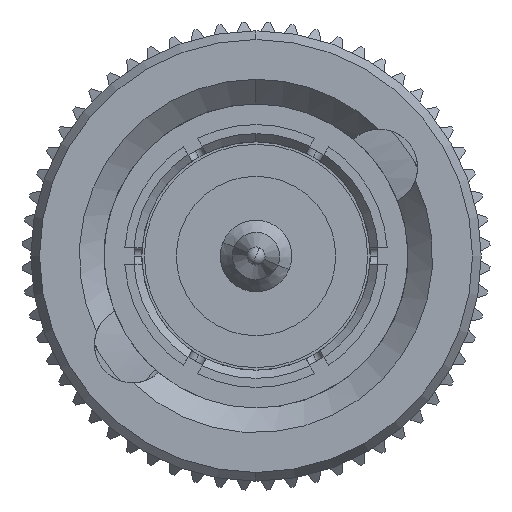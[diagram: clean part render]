
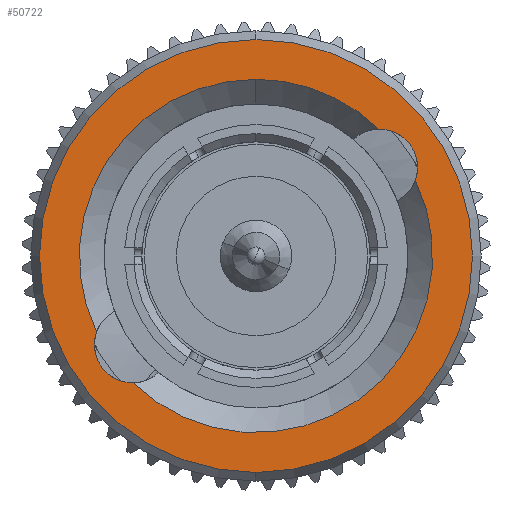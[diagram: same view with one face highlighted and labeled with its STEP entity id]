
A CAD part, left-side view. The second image highlights one B-rep face of the part: STEP entity #50722.
In plain terms, the highlighted planar face has unit normal (-1, 0, 0).
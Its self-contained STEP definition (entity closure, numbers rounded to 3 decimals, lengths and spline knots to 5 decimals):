
#1629 = ORIENTED_EDGE ( 'NONE', *, *, #90441, .T. ) ;
#4401 = VERTEX_POINT ( 'NONE', #13585 ) ;
#5830 = EDGE_CURVE ( 'NONE', #36396, #65232, #106043, .T. ) ;
#5946 = CARTESIAN_POINT ( 'NONE',  ( 0.33873, 0., 0. ) ) ;
#13061 = FACE_OUTER_BOUND ( 'NONE', #103826, .T. ) ;
#13224 = DIRECTION ( 'NONE',  ( 0., 0., -1. ) ) ;
#13585 = CARTESIAN_POINT ( 'NONE',  ( 0.33873, -0.19403, 0.09247 ) ) ;
#14799 = ORIENTED_EDGE ( 'NONE', *, *, #15155, .T. ) ;
#15155 = EDGE_CURVE ( 'NONE', #4401, #94481, #77899, .T. ) ;
#15286 = EDGE_CURVE ( 'NONE', #94481, #97463, #74749, .T. ) ;
#15669 = DIRECTION ( 'NONE',  ( 1., 0., 0. ) ) ;
#15898 = ORIENTED_EDGE ( 'NONE', *, *, #5830, .T. ) ;
#19578 = DIRECTION ( 'NONE',  ( 0., 0., 1. ) ) ;
#19592 = CARTESIAN_POINT ( 'NONE',  ( 0.33873, 0., 0. ) ) ;
#21127 = CARTESIAN_POINT ( 'NONE',  ( 0.33873, 0.15021, -0.10789 ) ) ;
#22304 = CARTESIAN_POINT ( 'NONE',  ( 0.33873, 0.15021, -0.15434 ) ) ;
#22557 = VERTEX_POINT ( 'NONE', #71249 ) ;
#23075 = VERTEX_POINT ( 'NONE', #116658 ) ;
#23152 = PLANE ( 'NONE',  #86989 ) ;
#24306 = CARTESIAN_POINT ( 'NONE',  ( 0.33873, 0., 0. ) ) ;
#27272 = AXIS2_PLACEMENT_3D ( 'NONE', #88871, #57538, #19578 ) ;
#31026 = DIRECTION ( 'NONE',  ( 0., 0., -1. ) ) ;
#32017 = VERTEX_POINT ( 'NONE', #61322 ) ;
#33042 = DIRECTION ( 'NONE',  ( 1., 0., 0. ) ) ;
#33241 = EDGE_LOOP ( 'NONE', ( #89129, #102108, #100328, #61425, #14799, #117963, #1629 ) ) ;
#35692 = CIRCLE ( 'NONE', #27272, 0.26339 ) ;
#36266 = DIRECTION ( 'NONE',  ( 0., 0., -1. ) ) ;
#36396 = VERTEX_POINT ( 'NONE', #55978 ) ;
#38514 = EDGE_CURVE ( 'NONE', #32017, #4401, #83029, .T. ) ;
#39401 = DIRECTION ( 'NONE',  ( 1., 0., 0. ) ) ;
#39675 = DIRECTION ( 'NONE',  ( 1., 0., 0. ) ) ;
#44244 = CARTESIAN_POINT ( 'NONE',  ( 0.33873, 0., -0.26339 ) ) ;
#45362 = CARTESIAN_POINT ( 'NONE',  ( 0.33873, 0.15021, -0.10789 ) ) ;
#46585 = AXIS2_PLACEMENT_3D ( 'NONE', #5946, #92878, #102795 ) ;
#50722 = ADVANCED_FACE ( 'NONE', ( #123980, #13061 ), #23152, .F. ) ;
#52136 = AXIS2_PLACEMENT_3D ( 'NONE', #24306, #15669, #63464 ) ;
#52826 = DIRECTION ( 'NONE',  ( 1., 0., 0. ) ) ;
#55539 = CARTESIAN_POINT ( 'NONE',  ( 0.33873, -0.15021, 0.10789 ) ) ;
#55978 = CARTESIAN_POINT ( 'NONE',  ( 0.33873, 0., 0.26339 ) ) ;
#57538 = DIRECTION ( 'NONE',  ( -1., 0., 0. ) ) ;
#61322 = CARTESIAN_POINT ( 'NONE',  ( 0.33873, -0.15021, 0.15434 ) ) ;
#61425 = ORIENTED_EDGE ( 'NONE', *, *, #38514, .T. ) ;
#62705 = DIRECTION ( 'NONE',  ( 0., 0., 1. ) ) ;
#63464 = DIRECTION ( 'NONE',  ( 0., 0., -1. ) ) ;
#64980 = CIRCLE ( 'NONE', #121873, 0.04645 ) ;
#65232 = VERTEX_POINT ( 'NONE', #107995 ) ;
#65991 = AXIS2_PLACEMENT_3D ( 'NONE', #21127, #39675, #31026 ) ;
#68009 = AXIS2_PLACEMENT_3D ( 'NONE', #55539, #114470, #74931 ) ;
#68060 = EDGE_CURVE ( 'NONE', #82845, #22557, #115590, .T. ) ;
#70632 = CARTESIAN_POINT ( 'NONE',  ( 0.33873, 0., 0. ) ) ;
#71249 = CARTESIAN_POINT ( 'NONE',  ( 0.33873, 0., 0.21494 ) ) ;
#74749 = CIRCLE ( 'NONE', #65991, 0.04645 ) ;
#74931 = DIRECTION ( 'NONE',  ( 0., 0., 1. ) ) ;
#75054 = AXIS2_PLACEMENT_3D ( 'NONE', #45362, #114605, #36266 ) ;
#75986 = AXIS2_PLACEMENT_3D ( 'NONE', #19592, #39401, #107866 ) ;
#77899 = CIRCLE ( 'NONE', #75986, 0.21494 ) ;
#82845 = VERTEX_POINT ( 'NONE', #103073 ) ;
#83029 = CIRCLE ( 'NONE', #68009, 0.04645 ) ;
#86989 = AXIS2_PLACEMENT_3D ( 'NONE', #44244, #33042, #13224 ) ;
#88871 = CARTESIAN_POINT ( 'NONE',  ( 0.33873, 0., 0. ) ) ;
#89129 = ORIENTED_EDGE ( 'NONE', *, *, #68060, .T. ) ;
#90441 = EDGE_CURVE ( 'NONE', #97463, #82845, #118208, .T. ) ;
#91733 = DIRECTION ( 'NONE',  ( 1., 0., 0. ) ) ;
#92878 = DIRECTION ( 'NONE',  ( -1., 0., 0. ) ) ;
#94481 = VERTEX_POINT ( 'NONE', #112975 ) ;
#97463 = VERTEX_POINT ( 'NONE', #22304 ) ;
#100328 = ORIENTED_EDGE ( 'NONE', *, *, #120220, .T. ) ;
#102108 = ORIENTED_EDGE ( 'NONE', *, *, #111610, .T. ) ;
#102305 = CARTESIAN_POINT ( 'NONE',  ( 0.33873, -0.15021, 0.10789 ) ) ;
#102795 = DIRECTION ( 'NONE',  ( 0., 0., 1. ) ) ;
#103073 = CARTESIAN_POINT ( 'NONE',  ( 0.33873, 0.19403, -0.09247 ) ) ;
#103826 = EDGE_LOOP ( 'NONE', ( #117680, #15898 ) ) ;
#106043 = CIRCLE ( 'NONE', #46585, 0.26339 ) ;
#107866 = DIRECTION ( 'NONE',  ( 0., 0., -1. ) ) ;
#107995 = CARTESIAN_POINT ( 'NONE',  ( 0.33873, 0., -0.26339 ) ) ;
#109788 = DIRECTION ( 'NONE',  ( 0., 0., -1. ) ) ;
#111610 = EDGE_CURVE ( 'NONE', #22557, #23075, #119313, .T. ) ;
#112677 = AXIS2_PLACEMENT_3D ( 'NONE', #70632, #91733, #109788 ) ;
#112975 = CARTESIAN_POINT ( 'NONE',  ( 0.33873, 0.14961, -0.15433 ) ) ;
#114470 = DIRECTION ( 'NONE',  ( 1., 0., 0. ) ) ;
#114605 = DIRECTION ( 'NONE',  ( 1., 0., 0. ) ) ;
#115590 = CIRCLE ( 'NONE', #112677, 0.21494 ) ;
#116658 = CARTESIAN_POINT ( 'NONE',  ( 0.33873, -0.14961, 0.15433 ) ) ;
#117680 = ORIENTED_EDGE ( 'NONE', *, *, #124428, .T. ) ;
#117963 = ORIENTED_EDGE ( 'NONE', *, *, #15286, .T. ) ;
#118208 = CIRCLE ( 'NONE', #75054, 0.04645 ) ;
#119313 = CIRCLE ( 'NONE', #52136, 0.21494 ) ;
#120220 = EDGE_CURVE ( 'NONE', #23075, #32017, #64980, .T. ) ;
#121873 = AXIS2_PLACEMENT_3D ( 'NONE', #102305, #52826, #62705 ) ;
#123980 = FACE_BOUND ( 'NONE', #33241, .T. ) ;
#124428 = EDGE_CURVE ( 'NONE', #65232, #36396, #35692, .T. ) ;
